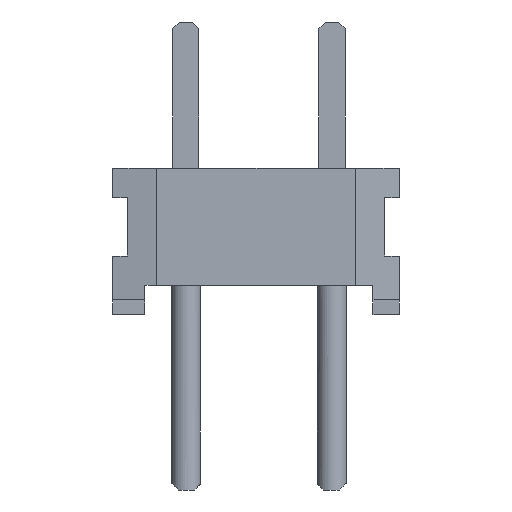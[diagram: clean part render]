
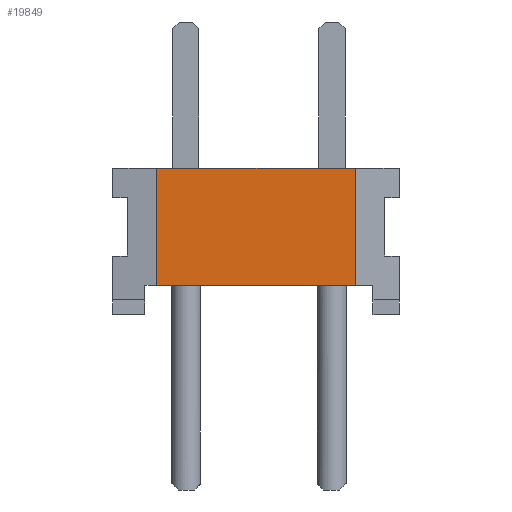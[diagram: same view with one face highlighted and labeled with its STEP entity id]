
A CAD part, left-side view. The second image highlights one B-rep face of the part: STEP entity #19849.
In plain terms, the highlighted planar face has unit normal (-1, 0, 0).
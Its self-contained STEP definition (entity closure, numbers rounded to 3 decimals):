
#19849 = ADVANCED_FACE('',(#19850),#19884,.F.);
#19850 = FACE_BOUND('',#19851,.T.);
#19851 = EDGE_LOOP('',(#19852,#19862,#19870,#19878));
#19852 = ORIENTED_EDGE('',*,*,#19853,.F.);
#19853 = EDGE_CURVE('',#19854,#19856,#19858,.T.);
#19854 = VERTEX_POINT('',#19855);
#19855 = CARTESIAN_POINT('',(-22.225,1.778,2.54));
#19856 = VERTEX_POINT('',#19857);
#19857 = CARTESIAN_POINT('',(-22.225,-1.676,2.54));
#19858 = LINE('',#19859,#19860);
#19859 = CARTESIAN_POINT('',(-22.225,2.54,2.54));
#19860 = VECTOR('',#19861,1.);
#19861 = DIRECTION('',(0.,-1.,0.));
#19862 = ORIENTED_EDGE('',*,*,#19863,.T.);
#19863 = EDGE_CURVE('',#19854,#19864,#19866,.T.);
#19864 = VERTEX_POINT('',#19865);
#19865 = CARTESIAN_POINT('',(-22.225,1.778,0.508));
#19866 = LINE('',#19867,#19868);
#19867 = CARTESIAN_POINT('',(-22.225,1.778,2.54));
#19868 = VECTOR('',#19869,1.);
#19869 = DIRECTION('',(0.,0.,-1.));
#19870 = ORIENTED_EDGE('',*,*,#19871,.T.);
#19871 = EDGE_CURVE('',#19864,#19872,#19874,.T.);
#19872 = VERTEX_POINT('',#19873);
#19873 = CARTESIAN_POINT('',(-22.225,-1.676,0.508));
#19874 = LINE('',#19875,#19876);
#19875 = CARTESIAN_POINT('',(-22.225,1.981,0.508));
#19876 = VECTOR('',#19877,1.);
#19877 = DIRECTION('',(0.,-1.,0.));
#19878 = ORIENTED_EDGE('',*,*,#19879,.T.);
#19879 = EDGE_CURVE('',#19872,#19856,#19880,.T.);
#19880 = LINE('',#19881,#19882);
#19881 = CARTESIAN_POINT('',(-22.225,-1.676,2.54));
#19882 = VECTOR('',#19883,1.);
#19883 = DIRECTION('',(0.,0.,1.));
#19884 = PLANE('',#19885);
#19885 = AXIS2_PLACEMENT_3D('',#19886,#19887,#19888);
#19886 = CARTESIAN_POINT('',(-22.225,2.54,2.54));
#19887 = DIRECTION('',(1.,0.,0.));
#19888 = DIRECTION('',(0.,1.,0.));
